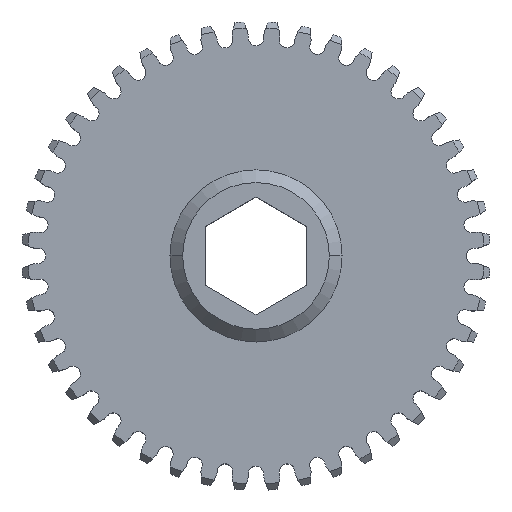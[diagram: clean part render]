
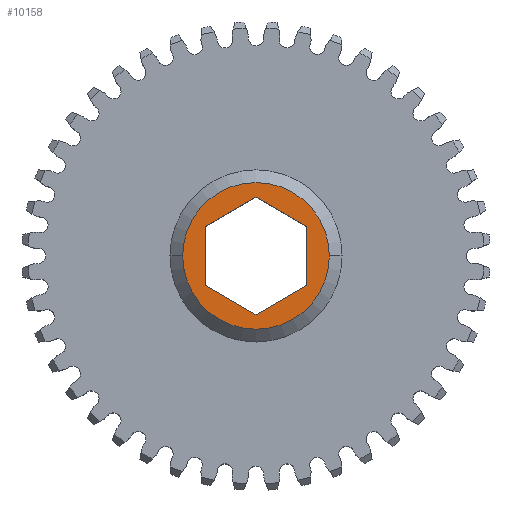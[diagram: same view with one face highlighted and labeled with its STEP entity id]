
A CAD part, top view. The second image highlights one B-rep face of the part: STEP entity #10158.
In plain terms, the highlighted planar face has unit normal (0, 0, 1).
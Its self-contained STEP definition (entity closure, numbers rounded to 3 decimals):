
#201 = FACE_OUTER_BOUND ( 'NONE', #6300, .T. ) ;
#413 = DIRECTION ( 'NONE',  ( 1., 0., 0. ) ) ;
#1156 = CARTESIAN_POINT ( 'NONE',  ( -6.35, 3.666, 6.35 ) ) ;
#1315 = VERTEX_POINT ( 'NONE', #1156 ) ;
#1395 = EDGE_CURVE ( 'NONE', #12477, #19037, #21162, .T. ) ;
#2223 = VECTOR ( 'NONE', #10642, 1000. ) ;
#2487 = ORIENTED_EDGE ( 'NONE', *, *, #6595, .F. ) ;
#2969 = DIRECTION ( 'NONE',  ( 0., 0., -1. ) ) ;
#3273 = DIRECTION ( 'NONE',  ( 0., 1., 0. ) ) ;
#3402 = CARTESIAN_POINT ( 'NONE',  ( -6.35, -3.666, 6.35 ) ) ;
#3438 = ORIENTED_EDGE ( 'NONE', *, *, #9976, .F. ) ;
#3930 = LINE ( 'NONE', #5664, #13011 ) ;
#4206 = ORIENTED_EDGE ( 'NONE', *, *, #18791, .F. ) ;
#5355 = DIRECTION ( 'NONE',  ( 0., 0., 1. ) ) ;
#5664 = CARTESIAN_POINT ( 'NONE',  ( 3.175, 5.499, 6.35 ) ) ;
#5833 = LINE ( 'NONE', #14093, #7177 ) ;
#6003 = CARTESIAN_POINT ( 'NONE',  ( 6.35, 3.666, 6.35 ) ) ;
#6300 = EDGE_LOOP ( 'NONE', ( #10558, #6372 ) ) ;
#6372 = ORIENTED_EDGE ( 'NONE', *, *, #1395, .F. ) ;
#6410 = VECTOR ( 'NONE', #3273, 1000. ) ;
#6595 = EDGE_CURVE ( 'NONE', #16087, #16660, #3930, .T. ) ;
#6993 = AXIS2_PLACEMENT_3D ( 'NONE', #11206, #12806, #13014 ) ;
#7177 = VECTOR ( 'NONE', #20660, 1000. ) ;
#7810 = CARTESIAN_POINT ( 'NONE',  ( 0., 0., 6.35 ) ) ;
#7938 = VERTEX_POINT ( 'NONE', #19071 ) ;
#8128 = EDGE_CURVE ( 'NONE', #12727, #14525, #8300, .T. ) ;
#8300 = LINE ( 'NONE', #13447, #13775 ) ;
#9477 = AXIS2_PLACEMENT_3D ( 'NONE', #7810, #2969, #14458 ) ;
#9780 = CARTESIAN_POINT ( 'NONE',  ( 0., 7.332, 6.35 ) ) ;
#9976 = EDGE_CURVE ( 'NONE', #14525, #7938, #19135, .T. ) ;
#10079 = CARTESIAN_POINT ( 'NONE',  ( 0., 0., 6.35 ) ) ;
#10158 = ADVANCED_FACE ( 'NONE', ( #16946, #201 ), #14814, .T. ) ;
#10558 = ORIENTED_EDGE ( 'NONE', *, *, #14417, .F. ) ;
#10642 = DIRECTION ( 'NONE',  ( -0.866, -0.5, 0. ) ) ;
#11206 = CARTESIAN_POINT ( 'NONE',  ( 0., 0., 6.35 ) ) ;
#11939 = CARTESIAN_POINT ( 'NONE',  ( 0., -7.332, 6.35 ) ) ;
#12045 = VECTOR ( 'NONE', #15477, 1000. ) ;
#12185 = CARTESIAN_POINT ( 'NONE',  ( -9.144, 0., 6.35 ) ) ;
#12256 = CARTESIAN_POINT ( 'NONE',  ( 3.175, -5.499, 6.35 ) ) ;
#12360 = LINE ( 'NONE', #20319, #2223 ) ;
#12477 = VERTEX_POINT ( 'NONE', #15031 ) ;
#12727 = VERTEX_POINT ( 'NONE', #3402 ) ;
#12806 = DIRECTION ( 'NONE',  ( 0., 0., -1. ) ) ;
#13011 = VECTOR ( 'NONE', #17474, 1000. ) ;
#13014 = DIRECTION ( 'NONE',  ( -1., 0., 0. ) ) ;
#13447 = CARTESIAN_POINT ( 'NONE',  ( -3.175, -5.499, 6.35 ) ) ;
#13775 = VECTOR ( 'NONE', #16359, 1000. ) ;
#13955 = ORIENTED_EDGE ( 'NONE', *, *, #16721, .F. ) ;
#14093 = CARTESIAN_POINT ( 'NONE',  ( -6.35, 0., 6.35 ) ) ;
#14417 = EDGE_CURVE ( 'NONE', #19037, #12477, #20389, .T. ) ;
#14458 = DIRECTION ( 'NONE',  ( -1., 0., 0. ) ) ;
#14525 = VERTEX_POINT ( 'NONE', #11939 ) ;
#14814 = PLANE ( 'NONE',  #18581 ) ;
#15031 = CARTESIAN_POINT ( 'NONE',  ( 9.144, 0., 6.35 ) ) ;
#15248 = EDGE_LOOP ( 'NONE', ( #18314, #19765, #13955, #2487, #4206, #3438 ) ) ;
#15477 = DIRECTION ( 'NONE',  ( 0.866, 0.5, 0. ) ) ;
#16087 = VERTEX_POINT ( 'NONE', #6003 ) ;
#16359 = DIRECTION ( 'NONE',  ( 0.866, -0.5, 0. ) ) ;
#16660 = VERTEX_POINT ( 'NONE', #9780 ) ;
#16721 = EDGE_CURVE ( 'NONE', #16660, #1315, #12360, .T. ) ;
#16946 = FACE_BOUND ( 'NONE', #15248, .T. ) ;
#17474 = DIRECTION ( 'NONE',  ( -0.866, 0.5, 0. ) ) ;
#18314 = ORIENTED_EDGE ( 'NONE', *, *, #8128, .F. ) ;
#18581 = AXIS2_PLACEMENT_3D ( 'NONE', #10079, #5355, #413 ) ;
#18791 = EDGE_CURVE ( 'NONE', #7938, #16087, #21123, .T. ) ;
#19037 = VERTEX_POINT ( 'NONE', #12185 ) ;
#19071 = CARTESIAN_POINT ( 'NONE',  ( 6.35, -3.666, 6.35 ) ) ;
#19135 = LINE ( 'NONE', #12256, #12045 ) ;
#19295 = CARTESIAN_POINT ( 'NONE',  ( 6.35, 0., 6.35 ) ) ;
#19411 = EDGE_CURVE ( 'NONE', #1315, #12727, #5833, .T. ) ;
#19765 = ORIENTED_EDGE ( 'NONE', *, *, #19411, .F. ) ;
#20319 = CARTESIAN_POINT ( 'NONE',  ( -3.175, 5.499, 6.35 ) ) ;
#20389 = CIRCLE ( 'NONE', #6993, 9.144 ) ;
#20660 = DIRECTION ( 'NONE',  ( 0., -1., 0. ) ) ;
#21123 = LINE ( 'NONE', #19295, #6410 ) ;
#21162 = CIRCLE ( 'NONE', #9477, 9.144 ) ;
